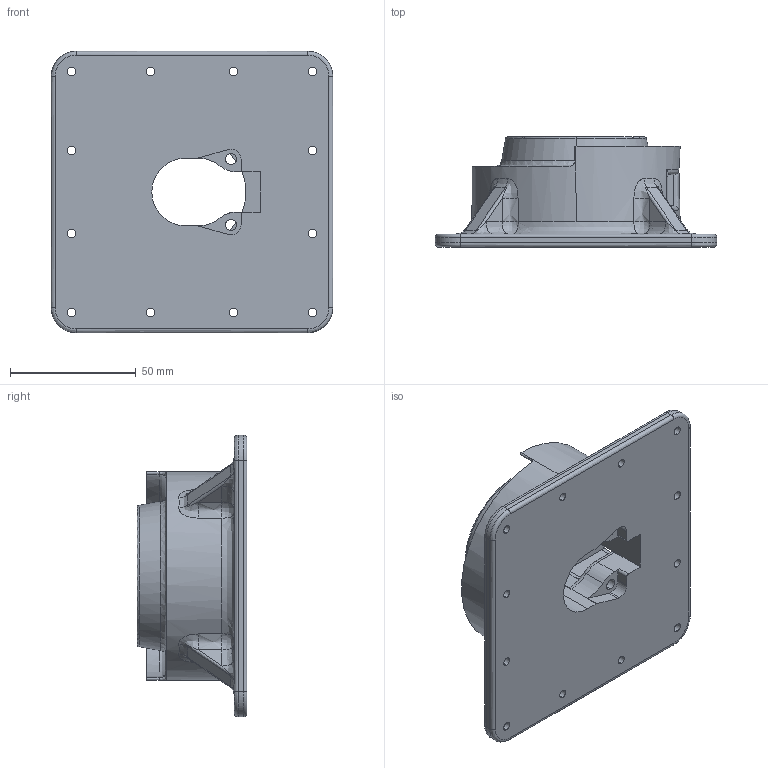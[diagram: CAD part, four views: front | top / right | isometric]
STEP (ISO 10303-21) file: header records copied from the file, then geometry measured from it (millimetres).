
FILE_DESCRIPTION (( 'STEP AP214' ), '1' );
FILE_NAME ('stationary_mount_v1.STEP', '2025-02-01T18:34:53', ( '' ), ( '' ), 'SwSTEP 2.0', 'SolidWorks 2024', '' );
FILE_SCHEMA (( 'AUTOMOTIVE_DESIGN' ));
Length unit declared in the file: millimetre
Products named in the file (1): stationary_mount_v1
Bounding box: 112 x 43.79 x 112 mm (x, y, z)
Volume: 186707.4 mm3; surface area: 43486.3 mm2
Topology: 1 solids, 1 shells, 255 faces, 668 edges, 414 vertices
Faces by surface type: cylinder 104, bspline 99, plane 47, cone 5
Entity records: 19585 total; most frequent: CARTESIAN_POINT 13991, ORIENTED_EDGE 1332, DIRECTION 876, EDGE_CURVE 666, VERTEX_POINT 414, AXIS2_PLACEMENT_3D 351, B_SPLINE_CURVE_WITH_KNOTS 296, EDGE_LOOP 290
